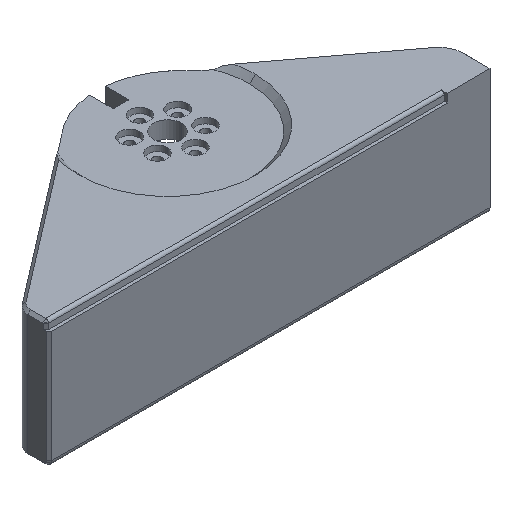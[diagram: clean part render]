
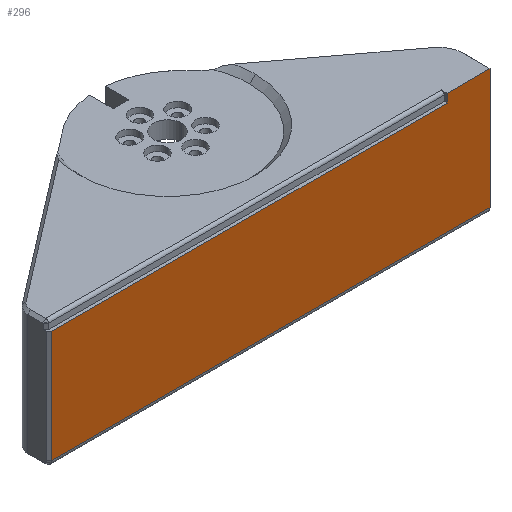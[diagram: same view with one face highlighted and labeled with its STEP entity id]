
A CAD part, isometric view. The second image highlights one B-rep face of the part: STEP entity #296.
In plain terms, the highlighted planar face has unit normal (0, -1, 0).
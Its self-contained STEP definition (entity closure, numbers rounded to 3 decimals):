
#104 = EDGE_CURVE ( 'NONE', #1943, #1678, #1692, .T. ) ;
#121 = ORIENTED_EDGE ( 'NONE', *, *, #104, .T. ) ;
#145 = DIRECTION ( 'NONE',  ( 0., 0., -1. ) ) ;
#201 = LINE ( 'NONE', #1059, #533 ) ;
#232 = EDGE_CURVE ( 'NONE', #1678, #1876, #1589, .T. ) ;
#276 = ORIENTED_EDGE ( 'NONE', *, *, #998, .T. ) ;
#296 = ADVANCED_FACE ( 'NONE', ( #787 ), #1234, .T. ) ;
#312 = VERTEX_POINT ( 'NONE', #1693 ) ;
#314 = EDGE_CURVE ( 'NONE', #2441, #312, #1716, .T. ) ;
#415 = CARTESIAN_POINT ( 'NONE',  ( 383.436, -34.546, 5. ) ) ;
#441 = ORIENTED_EDGE ( 'NONE', *, *, #232, .T. ) ;
#523 = LINE ( 'NONE', #2214, #855 ) ;
#533 = VECTOR ( 'NONE', #2184, 1000. ) ;
#560 = ORIENTED_EDGE ( 'NONE', *, *, #314, .T. ) ;
#655 = CARTESIAN_POINT ( 'NONE',  ( 69.682, -34.546, -35. ) ) ;
#751 = AXIS2_PLACEMENT_3D ( 'NONE', #1037, #1631, #145 ) ;
#787 = FACE_OUTER_BOUND ( 'NONE', #1425, .T. ) ;
#855 = VECTOR ( 'NONE', #2006, 1000. ) ;
#930 = CARTESIAN_POINT ( 'NONE',  ( -86.878, -34.546, -37. ) ) ;
#998 = EDGE_CURVE ( 'NONE', #1876, #2106, #1071, .T. ) ;
#1037 = CARTESIAN_POINT ( 'NONE',  ( 383.436, -34.546, -37. ) ) ;
#1051 = VECTOR ( 'NONE', #2157, 1000. ) ;
#1059 = CARTESIAN_POINT ( 'NONE',  ( 54.395, -34.546, 4.701 ) ) ;
#1071 = LINE ( 'NONE', #1288, #2472 ) ;
#1084 = EDGE_CURVE ( 'NONE', #2106, #2441, #523, .T. ) ;
#1104 = CARTESIAN_POINT ( 'NONE',  ( 69.682, -34.546, 8. ) ) ;
#1107 = CARTESIAN_POINT ( 'NONE',  ( -86.878, -34.546, -35. ) ) ;
#1169 = CARTESIAN_POINT ( 'NONE',  ( -86.878, -34.546, 5. ) ) ;
#1176 = DIRECTION ( 'NONE',  ( 0., 0., -1. ) ) ;
#1234 = PLANE ( 'NONE',  #751 ) ;
#1288 = CARTESIAN_POINT ( 'NONE',  ( 383.436, -34.546, -35. ) ) ;
#1320 = DIRECTION ( 'NONE',  ( -1., 0., 0. ) ) ;
#1326 = CARTESIAN_POINT ( 'NONE',  ( 383.436, -34.546, 8. ) ) ;
#1337 = VECTOR ( 'NONE', #1320, 1000. ) ;
#1425 = EDGE_LOOP ( 'NONE', ( #276, #1967, #560, #2729, #121, #441 ) ) ;
#1589 = LINE ( 'NONE', #930, #1723 ) ;
#1631 = DIRECTION ( 'NONE',  ( 0., -1., 0. ) ) ;
#1644 = CARTESIAN_POINT ( 'NONE',  ( 54.395, -34.546, 5. ) ) ;
#1678 = VERTEX_POINT ( 'NONE', #1169 ) ;
#1692 = LINE ( 'NONE', #415, #1337 ) ;
#1693 = CARTESIAN_POINT ( 'NONE',  ( 54.395, -34.546, 8. ) ) ;
#1716 = LINE ( 'NONE', #1326, #1051 ) ;
#1723 = VECTOR ( 'NONE', #1176, 1000. ) ;
#1876 = VERTEX_POINT ( 'NONE', #1107 ) ;
#1943 = VERTEX_POINT ( 'NONE', #1644 ) ;
#1952 = DIRECTION ( 'NONE',  ( 1., 0., 0. ) ) ;
#1967 = ORIENTED_EDGE ( 'NONE', *, *, #1084, .T. ) ;
#1983 = EDGE_CURVE ( 'NONE', #1943, #312, #201, .T. ) ;
#2006 = DIRECTION ( 'NONE',  ( 0., 0., 1. ) ) ;
#2106 = VERTEX_POINT ( 'NONE', #655 ) ;
#2157 = DIRECTION ( 'NONE',  ( -1., 0., 0. ) ) ;
#2184 = DIRECTION ( 'NONE',  ( 0., 0., 1. ) ) ;
#2214 = CARTESIAN_POINT ( 'NONE',  ( 69.682, -34.546, -37. ) ) ;
#2441 = VERTEX_POINT ( 'NONE', #1104 ) ;
#2472 = VECTOR ( 'NONE', #1952, 1000. ) ;
#2729 = ORIENTED_EDGE ( 'NONE', *, *, #1983, .F. ) ;
